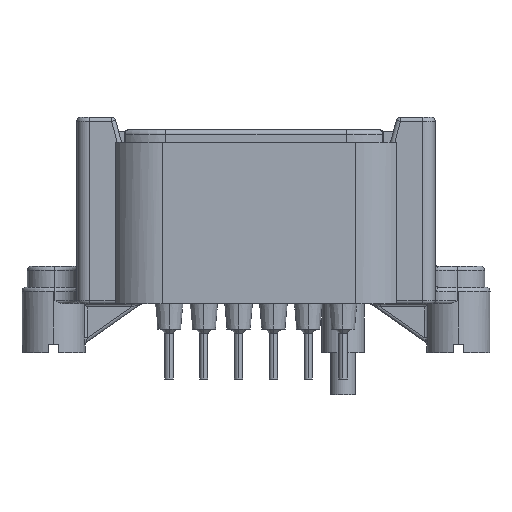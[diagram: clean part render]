
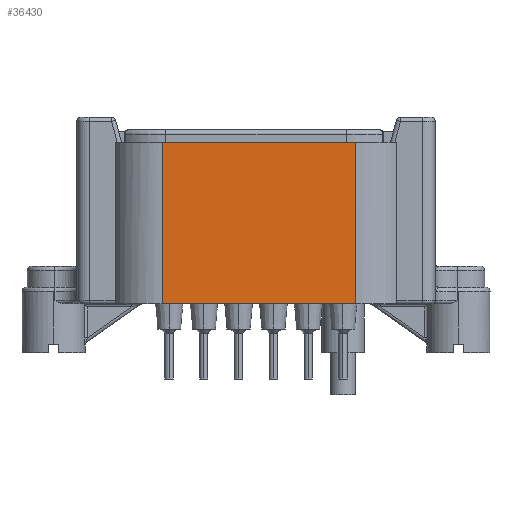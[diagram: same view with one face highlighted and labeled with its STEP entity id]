
A CAD part, left-side view. The second image highlights one B-rep face of the part: STEP entity #36430.
In plain terms, the highlighted planar face has unit normal (-1, 0, 0).
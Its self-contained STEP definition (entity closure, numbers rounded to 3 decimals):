
#3695=DIRECTION('',(0.,0.,1.));
#3696=VECTOR('',#3695,19.431);
#3697=CARTESIAN_POINT('',(-41.351,11.322,-22.479));
#3698=LINE('',#3697,#3696);
#3699=DIRECTION('',(0.,-1.,0.));
#3700=VECTOR('',#3699,23.286);
#3701=CARTESIAN_POINT('',(-41.351,11.322,-3.048));
#3702=LINE('',#3701,#3700);
#3703=DIRECTION('',(0.,0.,-1.));
#3704=VECTOR('',#3703,19.431);
#3705=CARTESIAN_POINT('',(-41.351,-11.964,-3.048));
#3706=LINE('',#3705,#3704);
#3707=DIRECTION('',(0.,1.,0.));
#3708=VECTOR('',#3707,23.286);
#3709=CARTESIAN_POINT('',(-41.351,-11.964,-22.479));
#3710=LINE('',#3709,#3708);
#30078=CARTESIAN_POINT('',(-41.351,11.322,-22.479));
#30079=CARTESIAN_POINT('',(-41.351,11.322,-3.048));
#30080=VERTEX_POINT('',#30078);
#30081=VERTEX_POINT('',#30079);
#30092=CARTESIAN_POINT('',(-41.351,-11.964,-3.048));
#30093=VERTEX_POINT('',#30092);
#30102=CARTESIAN_POINT('',(-41.351,-11.964,-22.479));
#30103=VERTEX_POINT('',#30102);
#36417=CARTESIAN_POINT('',(-41.351,21.59,-22.479));
#36418=DIRECTION('',(-1.,0.,0.));
#36419=DIRECTION('',(0.,-1.,0.));
#36420=AXIS2_PLACEMENT_3D('',#36417,#36418,#36419);
#36421=PLANE('',#36420);
#36422=ORIENTED_EDGE('',*,*,#36408,.T.);
#36423=ORIENTED_EDGE('',*,*,#35289,.T.);
#36425=ORIENTED_EDGE('',*,*,#36424,.T.);
#36427=ORIENTED_EDGE('',*,*,#36426,.T.);
#36428=EDGE_LOOP('',(#36422,#36423,#36425,#36427));
#36429=FACE_OUTER_BOUND('',#36428,.F.);
#35289=EDGE_CURVE('',#30081,#30093,#3702,.T.);
#36408=EDGE_CURVE('',#30080,#30081,#3698,.T.);
#36424=EDGE_CURVE('',#30093,#30103,#3706,.T.);
#36426=EDGE_CURVE('',#30103,#30080,#3710,.T.);
#36430=ADVANCED_FACE('',(#36429),#36421,.T.);
